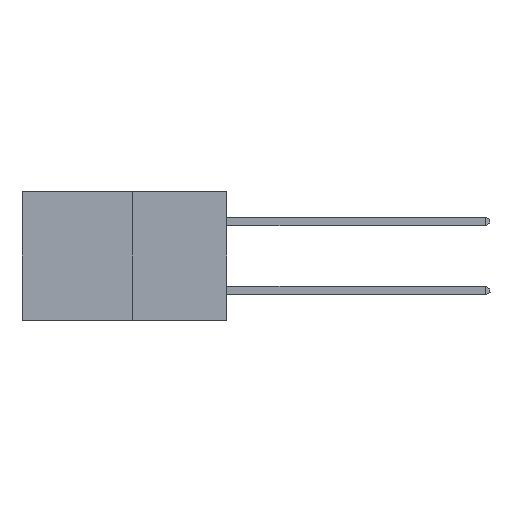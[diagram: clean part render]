
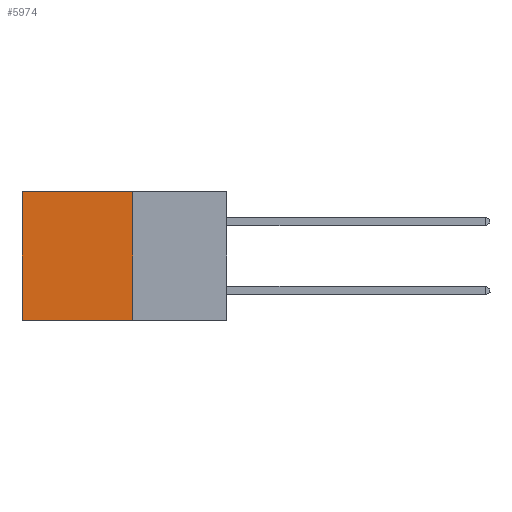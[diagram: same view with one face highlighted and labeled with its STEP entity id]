
A CAD part, left-side view. The second image highlights one B-rep face of the part: STEP entity #5974.
In plain terms, the highlighted planar face has unit normal (-1, 0, 0).
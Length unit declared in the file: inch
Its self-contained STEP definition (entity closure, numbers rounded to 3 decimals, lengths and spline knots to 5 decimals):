
#2 = DIRECTION ( 'NONE',  ( 0., 0., -1. ) ) ;
#1852 = CARTESIAN_POINT ( 'NONE',  ( 0.277, 0.27, 0. ) ) ;
#2007 = CARTESIAN_POINT ( 'NONE',  ( 0.277, 0.27, -0.37 ) ) ;
#2485 = DIRECTION ( 'NONE',  ( 0., 0., -1. ) ) ;
#2871 = DIRECTION ( 'NONE',  ( 1., 0., 0. ) ) ;
#3875 = CARTESIAN_POINT ( 'NONE',  ( 0.277, 0.27, -0.37 ) ) ;
#4279 = VECTOR ( 'NONE', #2, 39.37008 ) ;
#4312 = ORIENTED_EDGE ( 'NONE', *, *, #9173, .T. ) ;
#4761 = CARTESIAN_POINT ( 'NONE',  ( 0.277, 0.27, -0.37 ) ) ;
#5116 = EDGE_LOOP ( 'NONE', ( #16320, #8327, #15942, #4312 ) ) ;
#5194 = LINE ( 'NONE', #5721, #12765 ) ;
#5400 = DIRECTION ( 'NONE',  ( 0., 0., -1. ) ) ;
#5703 = DIRECTION ( 'NONE',  ( 0., 1., 0. ) ) ;
#5721 = CARTESIAN_POINT ( 'NONE',  ( 0.277, 0.27, 0. ) ) ;
#5974 = ADVANCED_FACE ( 'NONE', ( #13318 ), #6629, .F. ) ;
#6478 = AXIS2_PLACEMENT_3D ( 'NONE', #16807, #2871, #2485 ) ;
#6503 = LINE ( 'NONE', #3875, #14076 ) ;
#6525 = CARTESIAN_POINT ( 'NONE',  ( 0.277, 0.59, 0. ) ) ;
#6629 = PLANE ( 'NONE',  #6478 ) ;
#7137 = VERTEX_POINT ( 'NONE', #1852 ) ;
#7158 = VECTOR ( 'NONE', #15345, 39.37008 ) ;
#7591 = CARTESIAN_POINT ( 'NONE',  ( 0.277, 0.59, -0.37 ) ) ;
#8327 = ORIENTED_EDGE ( 'NONE', *, *, #18431, .F. ) ;
#9001 = VERTEX_POINT ( 'NONE', #2007 ) ;
#9173 = EDGE_CURVE ( 'NONE', #7137, #17238, #5194, .T. ) ;
#12765 = VECTOR ( 'NONE', #5703, 39.37008 ) ;
#13318 = FACE_OUTER_BOUND ( 'NONE', #5116, .T. ) ;
#13751 = LINE ( 'NONE', #7591, #4279 ) ;
#14076 = VECTOR ( 'NONE', #5400, 39.37008 ) ;
#14312 = VERTEX_POINT ( 'NONE', #14496 ) ;
#14496 = CARTESIAN_POINT ( 'NONE',  ( 0.277, 0.59, -0.37 ) ) ;
#15345 = DIRECTION ( 'NONE',  ( 0., 1., 0. ) ) ;
#15942 = ORIENTED_EDGE ( 'NONE', *, *, #16700, .F. ) ;
#16320 = ORIENTED_EDGE ( 'NONE', *, *, #19434, .T. ) ;
#16700 = EDGE_CURVE ( 'NONE', #7137, #9001, #6503, .T. ) ;
#16807 = CARTESIAN_POINT ( 'NONE',  ( 0.277, 0.27, -0.37 ) ) ;
#17238 = VERTEX_POINT ( 'NONE', #6525 ) ;
#18431 = EDGE_CURVE ( 'NONE', #9001, #14312, #18688, .T. ) ;
#18688 = LINE ( 'NONE', #4761, #7158 ) ;
#19434 = EDGE_CURVE ( 'NONE', #17238, #14312, #13751, .T. ) ;
